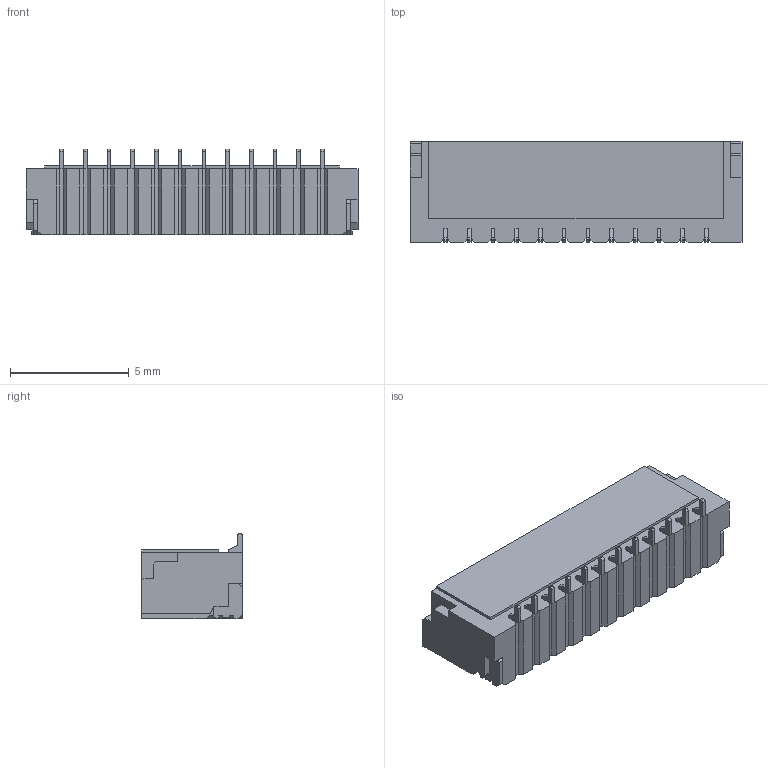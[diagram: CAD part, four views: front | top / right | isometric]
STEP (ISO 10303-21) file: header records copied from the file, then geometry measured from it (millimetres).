
FILE_DESCRIPTION (( 'STEP AP214' ), '1' );
FILE_NAME ('BM12B-SRSS-TB.STEP', '2023-11-15T19:26:41', ( '' ), ( '' ), 'SwSTEP 2.0', 'SolidWorks 2021', '' );
FILE_SCHEMA (( 'AUTOMOTIVE_DESIGN' ));
Length unit declared in the file: millimetre
Products named in the file (2): BMxxB-SRSS-TB(LF)(SN)_12; BM12B-SRSS-TB
Assembly tree (1 placements, depth 2):
  BM12B-SRSS-TB
    BMxxB-SRSS-TB(LF)(SN)_12
Bounding box: 14 x 4.25 x 3.6 mm (x, y, z)
Volume: 75.8 mm3; surface area: 444.3 mm2
Topology: 39 solids, 40 shells, 666 faces, 1618 edges, 1058 vertices
Faces by surface type: plane 630, cylinder 36
Entity records: 19464 total; most frequent: CARTESIAN_POINT 3346, ORIENTED_EDGE 3236, DIRECTION 3030, EDGE_CURVE 1618, LINE 1546, VECTOR 1546, VERTEX_POINT 1058, AXIS2_PLACEMENT_3D 742
